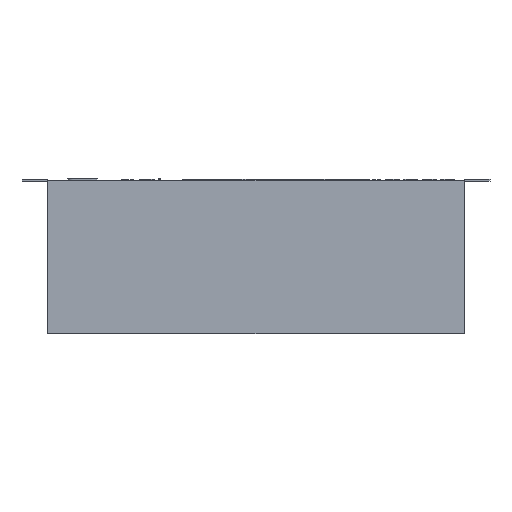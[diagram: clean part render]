
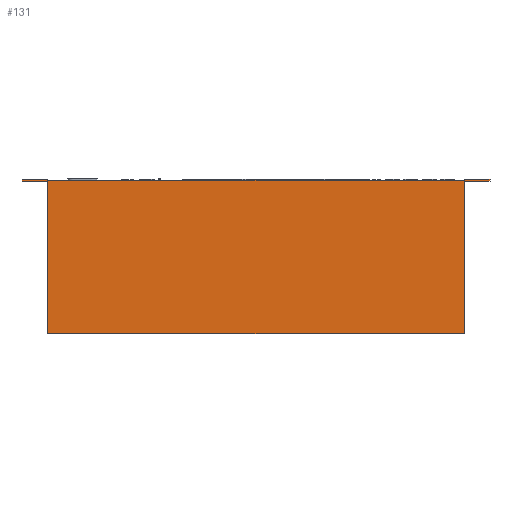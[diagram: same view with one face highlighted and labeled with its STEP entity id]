
A CAD part, front view. The second image highlights one B-rep face of the part: STEP entity #131.
In plain terms, the highlighted planar face has unit normal (0, -1, 0).
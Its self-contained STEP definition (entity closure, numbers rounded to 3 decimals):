
#131 = ADVANCED_FACE ( 'NONE', ( #12440 ), #10088, .F. ) ;
#452 = DIRECTION ( 'NONE',  ( 1., 0., 0. ) ) ;
#1287 = CARTESIAN_POINT ( 'NONE',  ( 430., 0., 157.5 ) ) ;
#1434 = ORIENTED_EDGE ( 'NONE', *, *, #1556, .F. ) ;
#1449 = EDGE_CURVE ( 'NONE', #10053, #9605, #9505, .T. ) ;
#1556 = EDGE_CURVE ( 'NONE', #12201, #14019, #3511, .T. ) ;
#1620 = CARTESIAN_POINT ( 'NONE',  ( 430., 0., 159.5 ) ) ;
#1624 = VERTEX_POINT ( 'NONE', #9592 ) ;
#1901 = CARTESIAN_POINT ( 'NONE',  ( 0., 0., 157.5 ) ) ;
#1914 = CARTESIAN_POINT ( 'NONE',  ( 456.3, 0., 159.5 ) ) ;
#2058 = DIRECTION ( 'NONE',  ( -1., 0., 0. ) ) ;
#2639 = VERTEX_POINT ( 'NONE', #9354 ) ;
#2890 = ORIENTED_EDGE ( 'NONE', *, *, #11856, .T. ) ;
#2896 = DIRECTION ( 'NONE',  ( 0., 0., 1. ) ) ;
#3112 = VECTOR ( 'NONE', #3745, 1000. ) ;
#3161 = CARTESIAN_POINT ( 'NONE',  ( 456.3, 0., 157.5 ) ) ;
#3378 = VECTOR ( 'NONE', #6814, 1000. ) ;
#3432 = DIRECTION ( 'NONE',  ( -1., 0., 0. ) ) ;
#3504 = CARTESIAN_POINT ( 'NONE',  ( 0., 0., 158.2 ) ) ;
#3511 = LINE ( 'NONE', #7241, #13675 ) ;
#3587 = CARTESIAN_POINT ( 'NONE',  ( 0., 0., 158.2 ) ) ;
#3683 = CARTESIAN_POINT ( 'NONE',  ( 0., 0., 157.5 ) ) ;
#3745 = DIRECTION ( 'NONE',  ( 1., 0., 0. ) ) ;
#3935 = DIRECTION ( 'NONE',  ( 0., 1., 0. ) ) ;
#4012 = DIRECTION ( 'NONE',  ( 0., 0., -1. ) ) ;
#4204 = CARTESIAN_POINT ( 'NONE',  ( -26.3, 0., 159.5 ) ) ;
#4289 = EDGE_CURVE ( 'NONE', #11566, #12121, #8718, .T. ) ;
#4320 = EDGE_CURVE ( 'NONE', #1624, #4489, #4498, .T. ) ;
#4371 = LINE ( 'NONE', #12958, #7866 ) ;
#4421 = EDGE_CURVE ( 'NONE', #1624, #11566, #15422, .T. ) ;
#4459 = ORIENTED_EDGE ( 'NONE', *, *, #4320, .T. ) ;
#4489 = VERTEX_POINT ( 'NONE', #3683 ) ;
#4498 = LINE ( 'NONE', #1901, #4658 ) ;
#4658 = VECTOR ( 'NONE', #452, 1000. ) ;
#4782 = LINE ( 'NONE', #11916, #6530 ) ;
#4975 = ORIENTED_EDGE ( 'NONE', *, *, #7015, .T. ) ;
#5098 = EDGE_CURVE ( 'NONE', #8630, #2639, #14834, .T. ) ;
#5197 = EDGE_CURVE ( 'NONE', #12201, #10053, #8099, .T. ) ;
#5317 = VECTOR ( 'NONE', #4012, 1000. ) ;
#5319 = DIRECTION ( 'NONE',  ( 1., 0., 0. ) ) ;
#5416 = LINE ( 'NONE', #6628, #13313 ) ;
#5421 = ORIENTED_EDGE ( 'NONE', *, *, #4289, .F. ) ;
#6431 = VECTOR ( 'NONE', #2058, 1000. ) ;
#6443 = DIRECTION ( 'NONE',  ( 0., 0., 1. ) ) ;
#6513 = ORIENTED_EDGE ( 'NONE', *, *, #9673, .F. ) ;
#6530 = VECTOR ( 'NONE', #9722, 1000. ) ;
#6618 = CARTESIAN_POINT ( 'NONE',  ( 0., 0., 159.5 ) ) ;
#6628 = CARTESIAN_POINT ( 'NONE',  ( 430., 0., 157.5 ) ) ;
#6644 = ORIENTED_EDGE ( 'NONE', *, *, #5197, .T. ) ;
#6763 = CARTESIAN_POINT ( 'NONE',  ( 430., 0., 159.5 ) ) ;
#6814 = DIRECTION ( 'NONE',  ( 0., 0., 1. ) ) ;
#6897 = VERTEX_POINT ( 'NONE', #10536 ) ;
#7015 = EDGE_CURVE ( 'NONE', #7853, #12121, #4782, .T. ) ;
#7114 = EDGE_LOOP ( 'NONE', ( #7502, #13309, #1434, #6644, #15647, #14401, #6513, #4975, #5421, #7877, #4459, #2890 ) ) ;
#7241 = CARTESIAN_POINT ( 'NONE',  ( 430., 0., 157.5 ) ) ;
#7472 = CARTESIAN_POINT ( 'NONE',  ( 0., 0., 159.5 ) ) ;
#7501 = VECTOR ( 'NONE', #13000, 1000. ) ;
#7502 = ORIENTED_EDGE ( 'NONE', *, *, #5098, .T. ) ;
#7853 = VERTEX_POINT ( 'NONE', #3587 ) ;
#7866 = VECTOR ( 'NONE', #9315, 1000. ) ;
#7877 = ORIENTED_EDGE ( 'NONE', *, *, #4421, .F. ) ;
#8099 = LINE ( 'NONE', #3161, #3378 ) ;
#8405 = CARTESIAN_POINT ( 'NONE',  ( 0., 0., 0. ) ) ;
#8630 = VERTEX_POINT ( 'NONE', #8405 ) ;
#8718 = LINE ( 'NONE', #6618, #13701 ) ;
#9115 = CARTESIAN_POINT ( 'NONE',  ( 430., 0., 158.2 ) ) ;
#9211 = AXIS2_PLACEMENT_3D ( 'NONE', #11461, #3935, #6443 ) ;
#9315 = DIRECTION ( 'NONE',  ( 1., 0., 0. ) ) ;
#9354 = CARTESIAN_POINT ( 'NONE',  ( 430., 0., 0. ) ) ;
#9505 = LINE ( 'NONE', #6763, #6431 ) ;
#9592 = CARTESIAN_POINT ( 'NONE',  ( -26.3, 0., 157.5 ) ) ;
#9605 = VERTEX_POINT ( 'NONE', #1620 ) ;
#9673 = EDGE_CURVE ( 'NONE', #7853, #6897, #4371, .T. ) ;
#9722 = DIRECTION ( 'NONE',  ( 0., 0., 1. ) ) ;
#10053 = VERTEX_POINT ( 'NONE', #1914 ) ;
#10055 = EDGE_CURVE ( 'NONE', #6897, #9605, #5416, .T. ) ;
#10088 = PLANE ( 'NONE',  #9211 ) ;
#10435 = EDGE_CURVE ( 'NONE', #14019, #2639, #12761, .T. ) ;
#10536 = CARTESIAN_POINT ( 'NONE',  ( 430., 0., 158.2 ) ) ;
#10880 = DIRECTION ( 'NONE',  ( 0., 0., -1. ) ) ;
#11461 = CARTESIAN_POINT ( 'NONE',  ( 0., 0., 158.2 ) ) ;
#11566 = VERTEX_POINT ( 'NONE', #4204 ) ;
#11637 = LINE ( 'NONE', #3504, #15681 ) ;
#11856 = EDGE_CURVE ( 'NONE', #4489, #8630, #11637, .T. ) ;
#11916 = CARTESIAN_POINT ( 'NONE',  ( 0., 0., 157.5 ) ) ;
#12121 = VERTEX_POINT ( 'NONE', #7472 ) ;
#12201 = VERTEX_POINT ( 'NONE', #15148 ) ;
#12440 = FACE_OUTER_BOUND ( 'NONE', #7114, .T. ) ;
#12761 = LINE ( 'NONE', #9115, #5317 ) ;
#12958 = CARTESIAN_POINT ( 'NONE',  ( 0., 0., 158.2 ) ) ;
#13000 = DIRECTION ( 'NONE',  ( 0., 0., 1. ) ) ;
#13309 = ORIENTED_EDGE ( 'NONE', *, *, #10435, .F. ) ;
#13313 = VECTOR ( 'NONE', #2896, 1000. ) ;
#13675 = VECTOR ( 'NONE', #3432, 1000. ) ;
#13701 = VECTOR ( 'NONE', #5319, 1000. ) ;
#13863 = CARTESIAN_POINT ( 'NONE',  ( 0., 0., 0. ) ) ;
#14019 = VERTEX_POINT ( 'NONE', #1287 ) ;
#14401 = ORIENTED_EDGE ( 'NONE', *, *, #10055, .F. ) ;
#14834 = LINE ( 'NONE', #13863, #3112 ) ;
#15148 = CARTESIAN_POINT ( 'NONE',  ( 456.3, 0., 157.5 ) ) ;
#15422 = LINE ( 'NONE', #15585, #7501 ) ;
#15585 = CARTESIAN_POINT ( 'NONE',  ( -26.3, 0., 157.5 ) ) ;
#15647 = ORIENTED_EDGE ( 'NONE', *, *, #1449, .T. ) ;
#15681 = VECTOR ( 'NONE', #10880, 1000. ) ;
